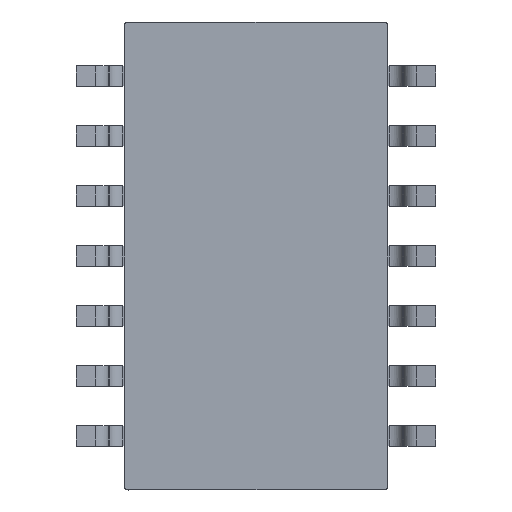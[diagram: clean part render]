
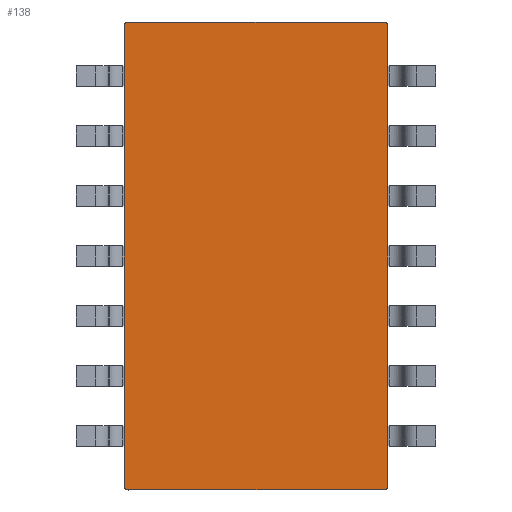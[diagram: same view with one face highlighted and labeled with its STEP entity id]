
A CAD part, front view. The second image highlights one B-rep face of the part: STEP entity #138.
In plain terms, the highlighted planar face has unit normal (0, -1, 0).
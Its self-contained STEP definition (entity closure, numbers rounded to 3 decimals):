
#34=AXIS2_PLACEMENT_3D('Plane Axis2P3D',#31,#32,#33) ;
#31=CARTESIAN_POINT('Axis2P3D Location',(0.,0.,0.)) ;
#36=CARTESIAN_POINT('Line Origine',(0.,0.,-3.05)) ;
#40=CARTESIAN_POINT('Vertex',(-2.695,0.,-3.05)) ;
#42=CARTESIAN_POINT('Vertex',(2.695,0.,-3.05)) ;
#46=CARTESIAN_POINT('Control Point',(2.695,0.,-3.05)) ;
#47=CARTESIAN_POINT('Control Point',(2.707,0.,-3.05)) ;
#48=CARTESIAN_POINT('Control Point',(2.72,0.,-3.048)) ;
#49=CARTESIAN_POINT('Control Point',(2.732,0.,-3.044)) ;
#50=CARTESIAN_POINT('Control Point',(2.755,0.,-3.032)) ;
#51=CARTESIAN_POINT('Control Point',(2.773,0.,-3.015)) ;
#52=CARTESIAN_POINT('Control Point',(2.781,0.,-3.004)) ;
#53=CARTESIAN_POINT('Control Point',(2.789,0.,-2.987)) ;
#54=CARTESIAN_POINT('Control Point',(2.794,0.,-2.969)) ;
#55=CARTESIAN_POINT('Control Point',(2.795,0.,-2.963)) ;
#56=CARTESIAN_POINT('Control Point',(2.795,0.,-2.956)) ;
#57=CARTESIAN_POINT('Control Point',(2.795,0.,-2.95)) ;
#58=CARTESIAN_POINT('Vertex',(2.795,0.,-2.95)) ;
#61=CARTESIAN_POINT('Line Origine',(2.795,0.,1.905)) ;
#65=CARTESIAN_POINT('Vertex',(2.795,0.,6.76)) ;
#69=CARTESIAN_POINT('Control Point',(2.795,0.,6.76)) ;
#70=CARTESIAN_POINT('Control Point',(2.795,0.,6.772)) ;
#71=CARTESIAN_POINT('Control Point',(2.793,0.,6.785)) ;
#72=CARTESIAN_POINT('Control Point',(2.789,0.,6.797)) ;
#73=CARTESIAN_POINT('Control Point',(2.777,0.,6.82)) ;
#74=CARTESIAN_POINT('Control Point',(2.76,0.,6.838)) ;
#75=CARTESIAN_POINT('Control Point',(2.749,0.,6.846)) ;
#76=CARTESIAN_POINT('Control Point',(2.732,0.,6.854)) ;
#77=CARTESIAN_POINT('Control Point',(2.714,0.,6.859)) ;
#78=CARTESIAN_POINT('Control Point',(2.708,0.,6.86)) ;
#79=CARTESIAN_POINT('Control Point',(2.701,0.,6.86)) ;
#80=CARTESIAN_POINT('Control Point',(2.695,0.,6.86)) ;
#81=CARTESIAN_POINT('Vertex',(2.695,0.,6.86)) ;
#84=CARTESIAN_POINT('Line Origine',(0.,0.,6.86)) ;
#88=CARTESIAN_POINT('Vertex',(-2.695,0.,6.86)) ;
#92=CARTESIAN_POINT('Control Point',(-2.695,0.,6.86)) ;
#93=CARTESIAN_POINT('Control Point',(-2.707,0.,6.86)) ;
#94=CARTESIAN_POINT('Control Point',(-2.72,0.,6.858)) ;
#95=CARTESIAN_POINT('Control Point',(-2.732,0.,6.854)) ;
#96=CARTESIAN_POINT('Control Point',(-2.755,0.,6.842)) ;
#97=CARTESIAN_POINT('Control Point',(-2.773,0.,6.825)) ;
#98=CARTESIAN_POINT('Control Point',(-2.781,0.,6.814)) ;
#99=CARTESIAN_POINT('Control Point',(-2.789,0.,6.797)) ;
#100=CARTESIAN_POINT('Control Point',(-2.794,0.,6.779)) ;
#101=CARTESIAN_POINT('Control Point',(-2.795,0.,6.773)) ;
#102=CARTESIAN_POINT('Control Point',(-2.795,0.,6.766)) ;
#103=CARTESIAN_POINT('Control Point',(-2.795,0.,6.76)) ;
#104=CARTESIAN_POINT('Vertex',(-2.795,0.,6.76)) ;
#107=CARTESIAN_POINT('Line Origine',(-2.795,0.,1.905)) ;
#111=CARTESIAN_POINT('Vertex',(-2.795,0.,-2.95)) ;
#115=CARTESIAN_POINT('Control Point',(-2.795,0.,-2.95)) ;
#116=CARTESIAN_POINT('Control Point',(-2.795,0.,-2.962)) ;
#117=CARTESIAN_POINT('Control Point',(-2.793,0.,-2.975)) ;
#118=CARTESIAN_POINT('Control Point',(-2.789,0.,-2.987)) ;
#119=CARTESIAN_POINT('Control Point',(-2.777,0.,-3.01)) ;
#120=CARTESIAN_POINT('Control Point',(-2.76,0.,-3.028)) ;
#121=CARTESIAN_POINT('Control Point',(-2.749,0.,-3.036)) ;
#122=CARTESIAN_POINT('Control Point',(-2.732,0.,-3.044)) ;
#123=CARTESIAN_POINT('Control Point',(-2.714,0.,-3.049)) ;
#124=CARTESIAN_POINT('Control Point',(-2.708,0.,-3.05)) ;
#125=CARTESIAN_POINT('Control Point',(-2.701,0.,-3.05)) ;
#126=CARTESIAN_POINT('Control Point',(-2.695,0.,-3.05)) ;
#32=DIRECTION('Axis2P3D Direction',(-0.,1.,0.)) ;
#33=DIRECTION('Axis2P3D XDirection',(1.,0.,0.)) ;
#37=DIRECTION('Vector Direction',(1.,0.,0.)) ;
#62=DIRECTION('Vector Direction',(0.,0.,-1.)) ;
#85=DIRECTION('Vector Direction',(1.,0.,0.)) ;
#108=DIRECTION('Vector Direction',(0.,0.,1.)) ;
#38=VECTOR('Line Direction',#37,1.) ;
#63=VECTOR('Line Direction',#62,1.) ;
#86=VECTOR('Line Direction',#85,1.) ;
#109=VECTOR('Line Direction',#108,1.) ;
#129=ORIENTED_EDGE('',*,*,#44,.T.) ;
#130=ORIENTED_EDGE('',*,*,#60,.T.) ;
#131=ORIENTED_EDGE('',*,*,#67,.F.) ;
#132=ORIENTED_EDGE('',*,*,#83,.T.) ;
#133=ORIENTED_EDGE('',*,*,#90,.F.) ;
#134=ORIENTED_EDGE('',*,*,#106,.T.) ;
#135=ORIENTED_EDGE('',*,*,#113,.F.) ;
#136=ORIENTED_EDGE('',*,*,#127,.T.) ;
#138=ADVANCED_FACE('MANIFOLD_SOLID_BREP #6250',(#137),#35,.F.) ;
#45=B_SPLINE_CURVE_WITH_KNOTS('',5,(#46,#47,#48,#49,#50,#51,#52,#53,#54,#55,#56,#57),.UNSPECIFIED.,.F.,.U.,(6,3,3,6),(0.,0.088,0.176,0.221),.UNSPECIFIED.) ;
#68=B_SPLINE_CURVE_WITH_KNOTS('',5,(#69,#70,#71,#72,#73,#74,#75,#76,#77,#78,#79,#80),.UNSPECIFIED.,.F.,.U.,(6,3,3,6),(0.,0.088,0.176,0.221),.UNSPECIFIED.) ;
#91=B_SPLINE_CURVE_WITH_KNOTS('',5,(#92,#93,#94,#95,#96,#97,#98,#99,#100,#101,#102,#103),.UNSPECIFIED.,.F.,.U.,(6,3,3,6),(0.,0.088,0.176,0.221),.UNSPECIFIED.) ;
#114=B_SPLINE_CURVE_WITH_KNOTS('',5,(#115,#116,#117,#118,#119,#120,#121,#122,#123,#124,#125,#126),.UNSPECIFIED.,.F.,.U.,(6,3,3,6),(0.,0.088,0.176,0.221),.UNSPECIFIED.) ;
#44=EDGE_CURVE('',#41,#43,#39,.T.) ;
#60=EDGE_CURVE('',#43,#59,#45,.T.) ;
#67=EDGE_CURVE('',#66,#59,#64,.T.) ;
#83=EDGE_CURVE('',#66,#82,#68,.T.) ;
#90=EDGE_CURVE('',#89,#82,#87,.T.) ;
#106=EDGE_CURVE('',#89,#105,#91,.T.) ;
#113=EDGE_CURVE('',#112,#105,#110,.T.) ;
#127=EDGE_CURVE('',#112,#41,#114,.T.) ;
#128=EDGE_LOOP('',(#129,#130,#131,#132,#133,#134,#135,#136)) ;
#137=FACE_OUTER_BOUND('',#128,.T.) ;
#39=LINE('Line',#36,#38) ;
#64=LINE('Line',#61,#63) ;
#87=LINE('Line',#84,#86) ;
#110=LINE('Line',#107,#109) ;
#35=PLANE('',#34) ;
#41=VERTEX_POINT('',#40) ;
#43=VERTEX_POINT('',#42) ;
#59=VERTEX_POINT('',#58) ;
#66=VERTEX_POINT('',#65) ;
#82=VERTEX_POINT('',#81) ;
#89=VERTEX_POINT('',#88) ;
#105=VERTEX_POINT('',#104) ;
#112=VERTEX_POINT('',#111) ;
